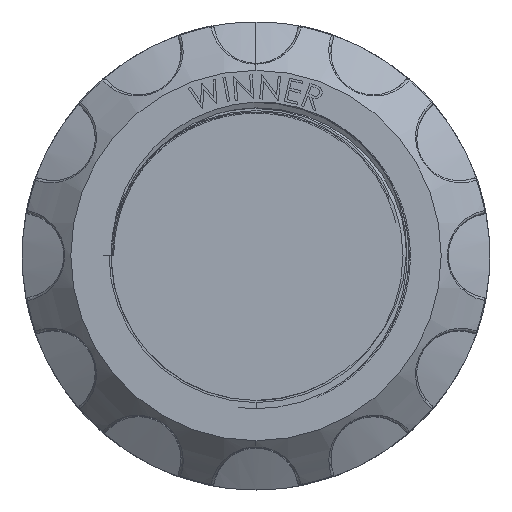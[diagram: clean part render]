
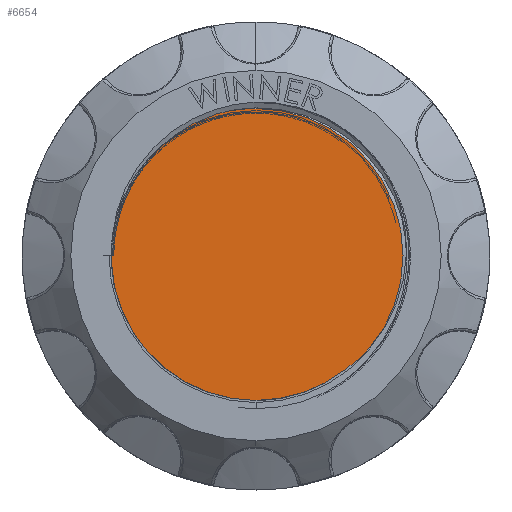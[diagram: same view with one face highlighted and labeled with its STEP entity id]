
A CAD part, top view. The second image highlights one B-rep face of the part: STEP entity #6654.
In plain terms, the highlighted planar face has unit normal (0, 0, 1).
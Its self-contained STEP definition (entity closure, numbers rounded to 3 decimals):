
#1554 = AXIS2_PLACEMENT_3D ( 'NONE', #21313, #21314, #21315 ) ;
#1556 = AXIS2_PLACEMENT_3D ( 'NONE', #21399, #21400, #21401 ) ;
#1560 = AXIS2_PLACEMENT_3D ( 'NONE', #21330, #21331, #21332 ) ;
#3014 = B_SPLINE_CURVE_WITH_KNOTS ( 'NONE', 3,
 ( #21340, #21341, #21387, #21388, #21389, #21390, #21391, #21392, #21393, #21394 ),
 .UNSPECIFIED., .F., .F.,
 ( 4, 2, 2, 2, 4 ),
 ( 0.016, 0.018, 0.019, 0.021, 0.022 ),
 .UNSPECIFIED. ) ;
#3043 = B_SPLINE_CURVE_WITH_KNOTS ( 'NONE', 3,
 ( #21397, #21398, #21402, #21403, #21404, #21405, #21406, #21407, #21408, #21409 ),
 .UNSPECIFIED., .F., .F.,
 ( 4, 2, 2, 2, 4 ),
 ( 0., 0.002, 0.004, 0.005, 0.007 ),
 .UNSPECIFIED. ) ;
#3365 = ORIENTED_EDGE ( 'NONE', *, *, #8916, .T. ) ;
#3457 = ORIENTED_EDGE ( 'NONE', *, *, #8915, .T. ) ;
#3459 = ORIENTED_EDGE ( 'NONE', *, *, #8907, .T. ) ;
#3460 = ORIENTED_EDGE ( 'NONE', *, *, #8914, .T. ) ;
#3463 = ORIENTED_EDGE ( 'NONE', *, *, #8912, .T. ) ;
#3511 = ORIENTED_EDGE ( 'NONE', *, *, #8904, .T. ) ;
#4580 = VERTEX_POINT ( 'NONE', #10220 ) ;
#4612 = VERTEX_POINT ( 'NONE', #10252 ) ;
#4631 = VERTEX_POINT ( 'NONE', #10271 ) ;
#4917 = VERTEX_POINT ( 'NONE', #10534 ) ;
#4929 = VERTEX_POINT ( 'NONE', #10546 ) ;
#5099 = VERTEX_POINT ( 'NONE', #10706 ) ;
#6654 = ADVANCED_FACE ( 'NONE', ( #8678 ), #16027, .F. ) ;
#6991 = EDGE_LOOP ( 'NONE', ( #3365, #3457, #3460, #3511, #3459, #3463 ) ) ;
#8678 = FACE_OUTER_BOUND ( 'NONE', #6991, .T. ) ;
#8904 = EDGE_CURVE ( 'NONE', #4929, #4631, #18211, .T. ) ;
#8907 = EDGE_CURVE ( 'NONE', #4631, #4917, #18217, .T. ) ;
#8912 = EDGE_CURVE ( 'NONE', #4917, #5099, #3014, .T. ) ;
#8914 = EDGE_CURVE ( 'NONE', #4580, #4929, #18220, .T. ) ;
#8915 = EDGE_CURVE ( 'NONE', #4612, #4580, #18225, .T. ) ;
#8916 = EDGE_CURVE ( 'NONE', #5099, #4612, #3043, .T. ) ;
#10220 = CARTESIAN_POINT ( 'NONE',  ( -10.4, 0., 70.4 ) ) ;
#10252 = CARTESIAN_POINT ( 'NONE',  ( -10.063, 0., 70.4 ) ) ;
#10271 = CARTESIAN_POINT ( 'NONE',  ( 0., 10.4, 70.4 ) ) ;
#10534 = CARTESIAN_POINT ( 'NONE',  ( -2.702, 10.043, 70.4 ) ) ;
#10546 = CARTESIAN_POINT ( 'NONE',  ( 0., -10.4, 70.4 ) ) ;
#10706 = CARTESIAN_POINT ( 'NONE',  ( -7.656, 6.683, 70.4 ) ) ;
#11996 = AXIS2_PLACEMENT_3D ( 'NONE', #16025, #16030, #16031 ) ;
#16025 = CARTESIAN_POINT ( 'NONE',  ( 0., 0., 70.4 ) ) ;
#16027 = PLANE ( 'NONE',  #11996 ) ;
#16030 = DIRECTION ( 'NONE',  ( 0., 0., -1. ) ) ;
#16031 = DIRECTION ( 'NONE',  ( 0., -1., 0. ) ) ;
#18211 = CIRCLE ( 'NONE', #1554, 10.4 ) ;
#18217 = CIRCLE ( 'NONE', #1560, 10.4 ) ;
#18220 = CIRCLE ( 'NONE', #1556, 10.4 ) ;
#18225 = LINE ( 'NONE', #21385, #18227 ) ;
#18227 = VECTOR ( 'NONE', #21386, 1000. ) ;
#21313 = CARTESIAN_POINT ( 'NONE',  ( 0., 0., 70.4 ) ) ;
#21314 = DIRECTION ( 'NONE',  ( 0., 0., 1. ) ) ;
#21315 = DIRECTION ( 'NONE',  ( 0., -1., 0. ) ) ;
#21330 = CARTESIAN_POINT ( 'NONE',  ( 0., 0., 70.4 ) ) ;
#21331 = DIRECTION ( 'NONE',  ( 0., 0., 1. ) ) ;
#21332 = DIRECTION ( 'NONE',  ( 0., -1., 0. ) ) ;
#21340 = CARTESIAN_POINT ( 'NONE',  ( -2.702, 10.043, 70.4 ) ) ;
#21341 = CARTESIAN_POINT ( 'NONE',  ( -3.184, 9.892, 70.4 ) ) ;
#21385 = CARTESIAN_POINT ( 'NONE',  ( 0., 0., 70.4 ) ) ;
#21386 = DIRECTION ( 'NONE',  ( -1., 0., 0. ) ) ;
#21387 = CARTESIAN_POINT ( 'NONE',  ( -3.661, 9.704, 70.4 ) ) ;
#21388 = CARTESIAN_POINT ( 'NONE',  ( -4.571, 9.267, 70.4 ) ) ;
#21389 = CARTESIAN_POINT ( 'NONE',  ( -5.007, 9.018, 70.4 ) ) ;
#21390 = CARTESIAN_POINT ( 'NONE',  ( -5.842, 8.456, 70.4 ) ) ;
#21391 = CARTESIAN_POINT ( 'NONE',  ( -6.241, 8.141, 70.4 ) ) ;
#21392 = CARTESIAN_POINT ( 'NONE',  ( -6.99, 7.452, 70.4 ) ) ;
#21393 = CARTESIAN_POINT ( 'NONE',  ( -7.337, 7.081, 70.4 ) ) ;
#21394 = CARTESIAN_POINT ( 'NONE',  ( -7.656, 6.683, 70.4 ) ) ;
#21397 = CARTESIAN_POINT ( 'NONE',  ( -7.656, 6.683, 70.4 ) ) ;
#21398 = CARTESIAN_POINT ( 'NONE',  ( -8.035, 6.212, 70.4 ) ) ;
#21399 = CARTESIAN_POINT ( 'NONE',  ( 0., 0., 70.4 ) ) ;
#21400 = DIRECTION ( 'NONE',  ( 0., 0., 1. ) ) ;
#21401 = DIRECTION ( 'NONE',  ( 0., -1., 0. ) ) ;
#21402 = CARTESIAN_POINT ( 'NONE',  ( -8.379, 5.712, 70.4 ) ) ;
#21403 = CARTESIAN_POINT ( 'NONE',  ( -8.976, 4.664, 70.4 ) ) ;
#21404 = CARTESIAN_POINT ( 'NONE',  ( -9.231, 4.114, 70.4 ) ) ;
#21405 = CARTESIAN_POINT ( 'NONE',  ( -9.643, 2.98, 70.4 ) ) ;
#21406 = CARTESIAN_POINT ( 'NONE',  ( -9.8, 2.393, 70.4 ) ) ;
#21407 = CARTESIAN_POINT ( 'NONE',  ( -10.01, 1.204, 70.4 ) ) ;
#21408 = CARTESIAN_POINT ( 'NONE',  ( -10.063, 0.605, 70.4 ) ) ;
#21409 = CARTESIAN_POINT ( 'NONE',  ( -10.063, 0., 70.4 ) ) ;
